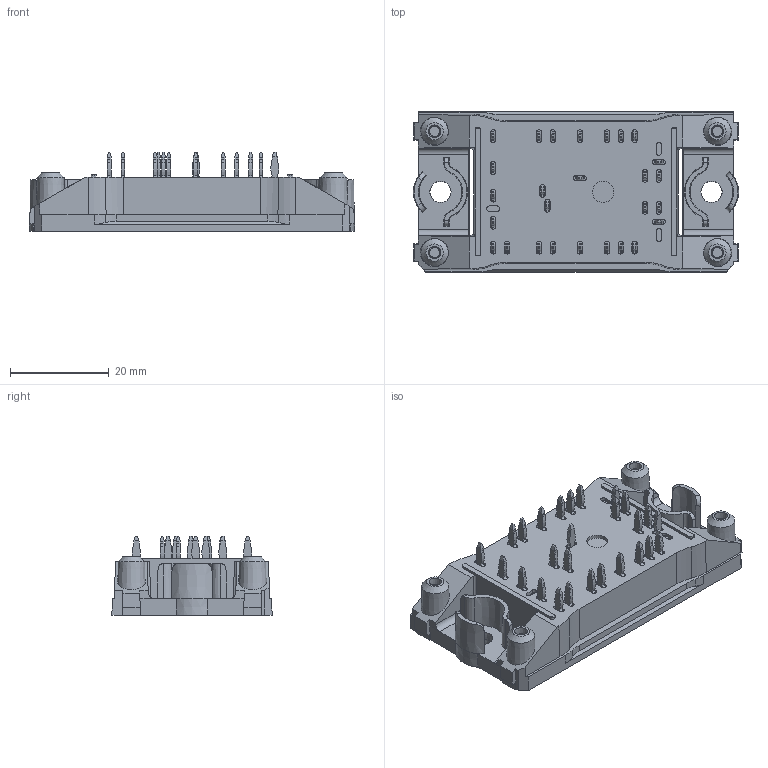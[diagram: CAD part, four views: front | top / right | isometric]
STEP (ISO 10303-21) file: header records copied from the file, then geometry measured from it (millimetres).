
FILE_DESCRIPTION(/* description */ ('Unknown'),/* implementation_level */ '2;1');
FILE_NAME(/* name */ 'Flow0-4T12YA-LD40(270)-01-OL',/* time_stamp */ '2018-01-19T10:14:20+01:00',/* author */ ('Unknown'),/* organization */ ('Unknown'),/* preprocessor_version */ 'ST-DEVELOPER v16.7',/* originating_system */ 'DEX',/* authorisation */ $);
FILE_SCHEMA (('AUTOMOTIVE_DESIGN {1 0 10303 214 3 1 1}'));
Length unit declared in the file: millimetre
Products named in the file (1): Flow0-4T12YA-LD40-01-OL
Bounding box: 66 x 32.5 x 16.23 mm (x, y, z)
Volume: 17168.4 mm3; surface area: 9388 mm2
Topology: 1 solids, 1 shells, 902 faces, 2459 edges, 1634 vertices
Faces by surface type: plane 591, cylinder 273, cone 38
Full cylindrical faces by diameter (mm): 4.3 x1
Entity records: 34663 total; most frequent: CARTESIAN_POINT 5027, ORIENTED_EDGE 4856, DIRECTION 4828, EDGE_CURVE 2428, LINE 1794, VECTOR 1794, VERTEX_POINT 1624, AXIS2_PLACEMENT_3D 1517
